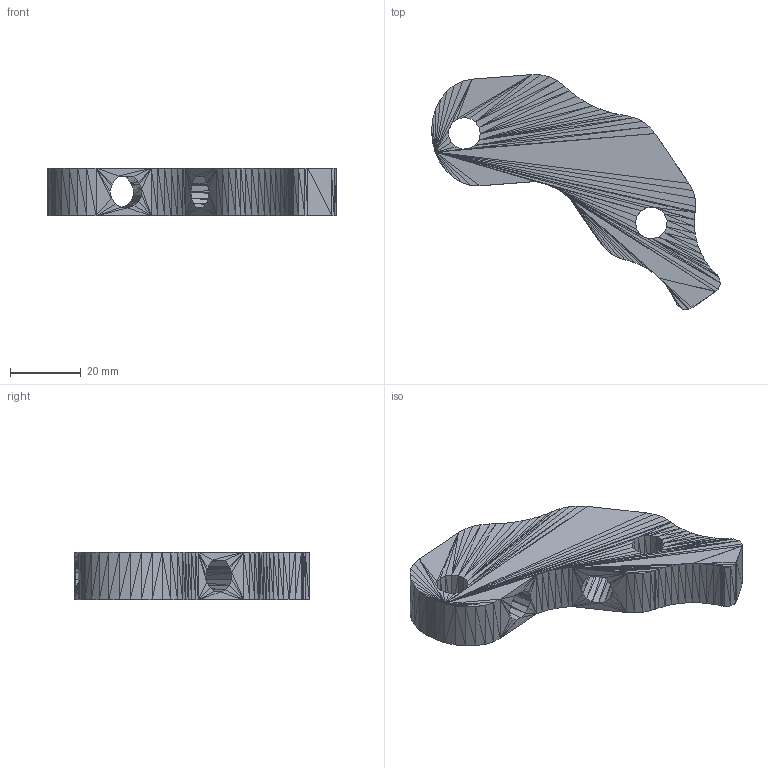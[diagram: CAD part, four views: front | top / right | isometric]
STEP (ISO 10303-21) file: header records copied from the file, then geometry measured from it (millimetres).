
FILE_DESCRIPTION(/* description */ (''),/* implementation_level */ '2;1');
FILE_NAME(/* name */ 'frame-vertex-with-foot.stl',/* time_stamp */ '2/19/2012 1:21:21 PM',/* author */ (''),/* organization */ (''),/* preprocessor_version */ 'STL2STEP V1.x',/* originating_system */ '',/* authorisation */ '');
FILE_SCHEMA (('AUTOMOTIVE_DESIGN { 1 0 10303 214 1 1 1 1 }'));
Length unit declared in the file: millimetre
Bounding box: 81.51 x 66.24 x 13.5 mm (x, y, z)
Surface area: 10175.8 mm2 (no closed solid volume)
Topology: 0 solids, 648 shells, 648 faces, 1944 edges, 318 vertices
Faces by surface type: plane 648
Entity records: 14087 total; most frequent: DIRECTION 2121, VECTOR 1944, LINE 1944, EDGE_CURVE 1944, ORIENTED_EDGE 1944, AXIS2_PLACEMENT_3D 649, EDGE_LOOP 648, FACE_BOUND 648
